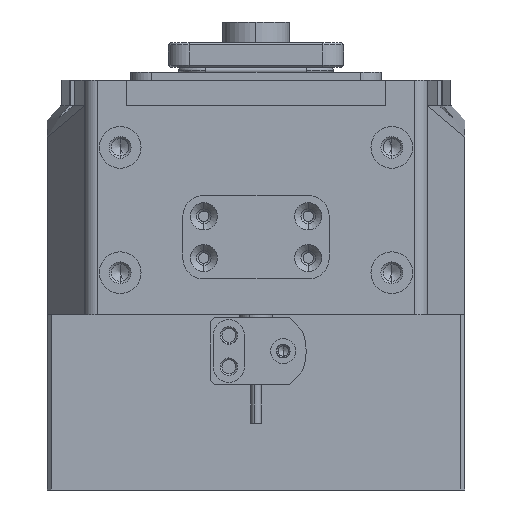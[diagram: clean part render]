
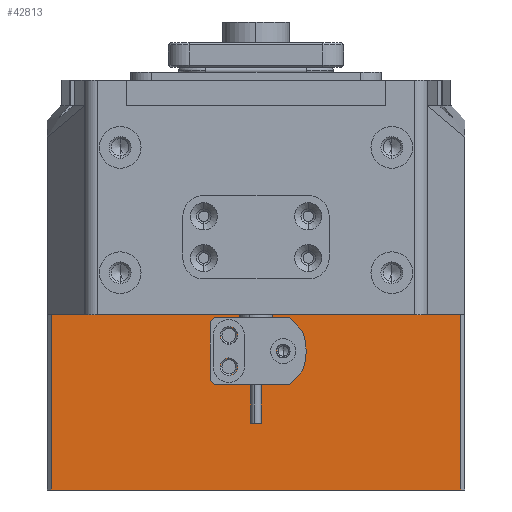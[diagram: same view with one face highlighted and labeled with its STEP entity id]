
A CAD part, left-side view. The second image highlights one B-rep face of the part: STEP entity #42813.
In plain terms, the highlighted planar face has unit normal (-1, 0, 0).
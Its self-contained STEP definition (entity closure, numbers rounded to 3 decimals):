
#841 = PLANE ( 'NONE',  #25060 ) ;
#951 = DIRECTION ( 'NONE',  ( 0., -1., 0. ) ) ;
#1517 = CARTESIAN_POINT ( 'NONE',  ( -82.5, 6.5, -55. ) ) ;
#2428 = EDGE_CURVE ( 'NONE', #23334, #17262, #39688, .T. ) ;
#3831 = VERTEX_POINT ( 'NONE', #47981 ) ;
#3980 = VERTEX_POINT ( 'NONE', #52763 ) ;
#4002 = EDGE_LOOP ( 'NONE', ( #27466, #15997 ) ) ;
#4807 = DIRECTION ( 'NONE',  ( -1., 0., 0. ) ) ;
#5539 = VERTEX_POINT ( 'NONE', #26991 ) ;
#6878 = LINE ( 'NONE', #36216, #55625 ) ;
#6972 = DIRECTION ( 'NONE',  ( 1., 0., 0. ) ) ;
#7398 = CARTESIAN_POINT ( 'NONE',  ( -82.5, 49., -50. ) ) ;
#7699 = ORIENTED_EDGE ( 'NONE', *, *, #24479, .T. ) ;
#8164 = EDGE_CURVE ( 'NONE', #26531, #46892, #32348, .T. ) ;
#10305 = VERTEX_POINT ( 'NONE', #49435 ) ;
#11234 = DIRECTION ( 'NONE',  ( 1., 0., 0. ) ) ;
#13183 = FACE_OUTER_BOUND ( 'NONE', #54758, .T. ) ;
#14512 = DIRECTION ( 'NONE',  ( 0., -1., 0. ) ) ;
#14517 = VECTOR ( 'NONE', #26129, 1000. ) ;
#15660 = DIRECTION ( 'NONE',  ( 0., -1., 0. ) ) ;
#15997 = ORIENTED_EDGE ( 'NONE', *, *, #53004, .T. ) ;
#16432 = AXIS2_PLACEMENT_3D ( 'NONE', #1517, #49131, #951 ) ;
#16867 = EDGE_CURVE ( 'NONE', #46892, #26531, #37972, .T. ) ;
#17245 = LINE ( 'NONE', #17255, #14517 ) ;
#17255 = CARTESIAN_POINT ( 'NONE',  ( -82.5, 69.495, -50. ) ) ;
#17262 = VERTEX_POINT ( 'NONE', #43447 ) ;
#19500 = EDGE_CURVE ( 'NONE', #3980, #23334, #17245, .T. ) ;
#19638 = LINE ( 'NONE', #27708, #28405 ) ;
#19802 = EDGE_LOOP ( 'NONE', ( #27005, #46566 ) ) ;
#20235 = DIRECTION ( 'NONE',  ( 1., 0., 0. ) ) ;
#20726 = AXIS2_PLACEMENT_3D ( 'NONE', #42001, #33282, #54532 ) ;
#21822 = CIRCLE ( 'NONE', #16432, 2.05 ) ;
#22799 = VECTOR ( 'NONE', #52088, 1000. ) ;
#23334 = VERTEX_POINT ( 'NONE', #7398 ) ;
#24019 = DIRECTION ( 'NONE',  ( 0., -1., 0. ) ) ;
#24110 = CARTESIAN_POINT ( 'NONE',  ( -82.5, 6.5, -62.5 ) ) ;
#24479 = EDGE_CURVE ( 'NONE', #26099, #5539, #38430, .T. ) ;
#24607 = ORIENTED_EDGE ( 'NONE', *, *, #19500, .T. ) ;
#25060 = AXIS2_PLACEMENT_3D ( 'NONE', #39773, #4807, #43929 ) ;
#26053 = FACE_BOUND ( 'NONE', #4002, .T. ) ;
#26099 = VERTEX_POINT ( 'NONE', #55072 ) ;
#26129 = DIRECTION ( 'NONE',  ( 0., 1., 0. ) ) ;
#26271 = ORIENTED_EDGE ( 'NONE', *, *, #2428, .T. ) ;
#26531 = VERTEX_POINT ( 'NONE', #36645 ) ;
#26991 = CARTESIAN_POINT ( 'NONE',  ( -82.5, 6.5, -60.45 ) ) ;
#27005 = ORIENTED_EDGE ( 'NONE', *, *, #16867, .T. ) ;
#27407 = FACE_BOUND ( 'NONE', #31653, .T. ) ;
#27466 = ORIENTED_EDGE ( 'NONE', *, *, #44438, .T. ) ;
#27708 = CARTESIAN_POINT ( 'NONE',  ( -82.5, 0., -92. ) ) ;
#27965 = AXIS2_PLACEMENT_3D ( 'NONE', #55031, #6972, #15660 ) ;
#28171 = CARTESIAN_POINT ( 'NONE',  ( -82.5, -6.5, -58.75 ) ) ;
#28405 = VECTOR ( 'NONE', #32205, 1000. ) ;
#28556 = AXIS2_PLACEMENT_3D ( 'NONE', #24110, #11234, #41526 ) ;
#28765 = FACE_BOUND ( 'NONE', #19802, .T. ) ;
#31653 = EDGE_LOOP ( 'NONE', ( #43008, #7699 ) ) ;
#32200 = DIRECTION ( 'NONE',  ( 0., 0., 1. ) ) ;
#32205 = DIRECTION ( 'NONE',  ( 0., 1., 0. ) ) ;
#32348 = CIRCLE ( 'NONE', #41947, 1.55 ) ;
#33282 = DIRECTION ( 'NONE',  ( 1., 0., 0. ) ) ;
#34679 = EDGE_CURVE ( 'NONE', #39675, #3980, #6878, .T. ) ;
#36087 = CARTESIAN_POINT ( 'NONE',  ( -82.5, -6.5, -58.75 ) ) ;
#36216 = CARTESIAN_POINT ( 'NONE',  ( -82.5, -49., -50. ) ) ;
#36645 = CARTESIAN_POINT ( 'NONE',  ( -82.5, -6.5, -60.3 ) ) ;
#37972 = CIRCLE ( 'NONE', #44741, 1.55 ) ;
#38430 = CIRCLE ( 'NONE', #20726, 2.05 ) ;
#39675 = VERTEX_POINT ( 'NONE', #54096 ) ;
#39688 = LINE ( 'NONE', #47881, #22799 ) ;
#39773 = CARTESIAN_POINT ( 'NONE',  ( -82.5, 69.495, -50. ) ) ;
#41526 = DIRECTION ( 'NONE',  ( 0., -1., 0. ) ) ;
#41947 = AXIS2_PLACEMENT_3D ( 'NONE', #36087, #49315, #14512 ) ;
#42001 = CARTESIAN_POINT ( 'NONE',  ( -82.5, 6.5, -62.5 ) ) ;
#42813 = ADVANCED_FACE ( 'NONE', ( #28765, #27407, #26053, #13183 ), #841, .T. ) ;
#43008 = ORIENTED_EDGE ( 'NONE', *, *, #49051, .T. ) ;
#43216 = CIRCLE ( 'NONE', #27965, 2.05 ) ;
#43447 = CARTESIAN_POINT ( 'NONE',  ( -82.5, 49., -92. ) ) ;
#43929 = DIRECTION ( 'NONE',  ( 0., -1., 0. ) ) ;
#44438 = EDGE_CURVE ( 'NONE', #10305, #3831, #21822, .T. ) ;
#44455 = CIRCLE ( 'NONE', #28556, 2.05 ) ;
#44741 = AXIS2_PLACEMENT_3D ( 'NONE', #28171, #20235, #24019 ) ;
#45458 = CARTESIAN_POINT ( 'NONE',  ( -82.5, -6.5, -57.2 ) ) ;
#46566 = ORIENTED_EDGE ( 'NONE', *, *, #8164, .T. ) ;
#46856 = EDGE_CURVE ( 'NONE', #39675, #17262, #19638, .T. ) ;
#46892 = VERTEX_POINT ( 'NONE', #45458 ) ;
#47881 = CARTESIAN_POINT ( 'NONE',  ( -82.5, 49., -50. ) ) ;
#47981 = CARTESIAN_POINT ( 'NONE',  ( -82.5, 6.5, -57.05 ) ) ;
#49051 = EDGE_CURVE ( 'NONE', #5539, #26099, #44455, .T. ) ;
#49131 = DIRECTION ( 'NONE',  ( 1., 0., 0. ) ) ;
#49315 = DIRECTION ( 'NONE',  ( 1., 0., 0. ) ) ;
#49435 = CARTESIAN_POINT ( 'NONE',  ( -82.5, 6.5, -52.95 ) ) ;
#50866 = ORIENTED_EDGE ( 'NONE', *, *, #46856, .F. ) ;
#52088 = DIRECTION ( 'NONE',  ( 0., 0., -1. ) ) ;
#52763 = CARTESIAN_POINT ( 'NONE',  ( -82.5, -49., -50. ) ) ;
#53004 = EDGE_CURVE ( 'NONE', #3831, #10305, #43216, .T. ) ;
#54096 = CARTESIAN_POINT ( 'NONE',  ( -82.5, -49., -92. ) ) ;
#54532 = DIRECTION ( 'NONE',  ( 0., -1., 0. ) ) ;
#54758 = EDGE_LOOP ( 'NONE', ( #24607, #26271, #50866, #55844 ) ) ;
#55031 = CARTESIAN_POINT ( 'NONE',  ( -82.5, 6.5, -55. ) ) ;
#55072 = CARTESIAN_POINT ( 'NONE',  ( -82.5, 6.5, -64.55 ) ) ;
#55625 = VECTOR ( 'NONE', #32200, 1000. ) ;
#55844 = ORIENTED_EDGE ( 'NONE', *, *, #34679, .T. ) ;
